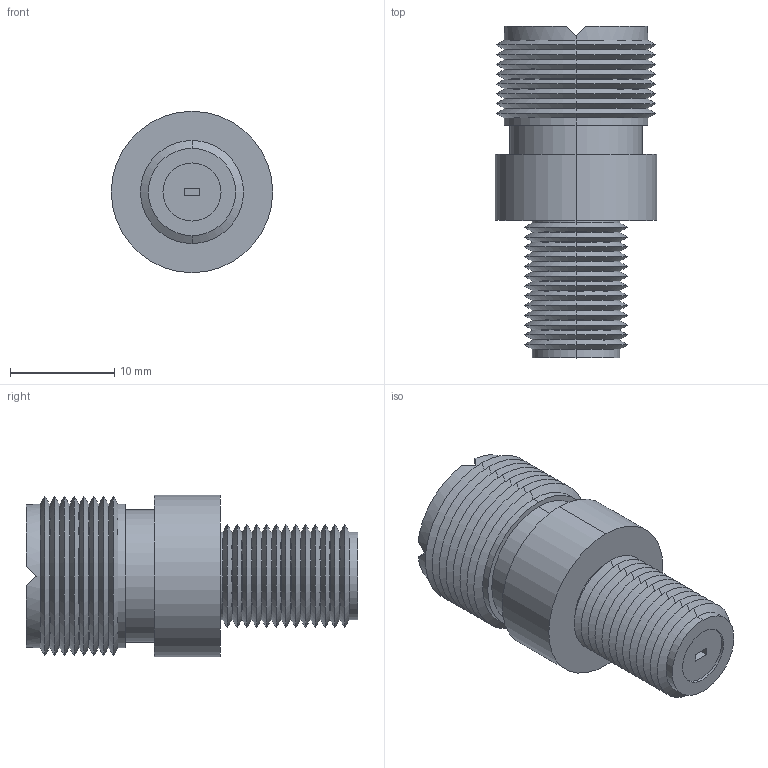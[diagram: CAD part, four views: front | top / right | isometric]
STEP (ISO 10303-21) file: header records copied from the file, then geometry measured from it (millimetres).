
FILE_DESCRIPTION (( 'STEP AP203' ), '1' );
FILE_NAME ('BA301.STEP', '2006-06-30T19:24:51', ( ' ' ), ( ' ' ), 'SwSTEP 2.0', 'SolidWorks 2005354', '' );
FILE_SCHEMA (( 'CONFIG_CONTROL_DESIGN' ));
Length unit declared in the file: inch
Products named in the file (1): BA301
Bounding box: 15.49 x 31.88 x 15.49 mm (x, y, z)
Volume: 3664.2 mm3; surface area: 2447.9 mm2
Topology: 1 solids, 1 shells, 167 faces, 344 edges, 186 vertices
Faces by surface type: cone 84, cylinder 58, plane 25
Entity records: 4379 total; most frequent: DIRECTION 826, CARTESIAN_POINT 746, ORIENTED_EDGE 688, EDGE_CURVE 344, AXIS2_PLACEMENT_3D 330, VERTEX_POINT 186, EDGE_LOOP 174, ADVANCED_FACE 167
